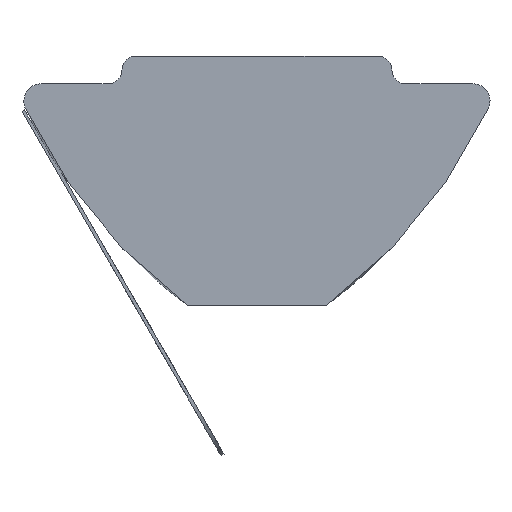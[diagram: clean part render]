
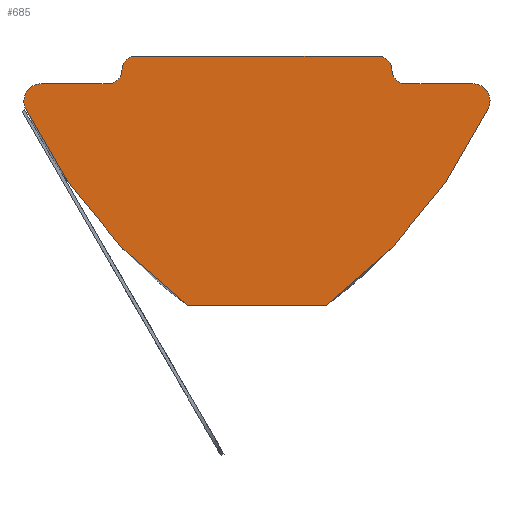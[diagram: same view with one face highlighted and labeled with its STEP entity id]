
A CAD part, front view. The second image highlights one B-rep face of the part: STEP entity #685.
In plain terms, the highlighted planar face has unit normal (0, -1, 0).
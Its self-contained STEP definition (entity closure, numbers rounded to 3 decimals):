
#30=PLANE('',#757);
#40=LINE('',#1254,#92);
#45=LINE('',#1270,#97);
#76=LINE('',#1362,#128);
#83=LINE('',#1391,#135);
#92=VECTOR('',#791,1.);
#97=VECTOR('',#806,1.);
#128=VECTOR('',#901,1.);
#135=VECTOR('',#934,1.);
#189=FACE_OUTER_BOUND('',#227,.T.);
#227=EDGE_LOOP('',(#624,#625,#626,#627,#628,#629,#630,#631,#632,#633,#634,
#635));
#246=CIRCLE('',#696,15.);
#253=CIRCLE('',#708,15.);
#266=CIRCLE('',#739,0.4);
#268=CIRCLE('',#742,0.4);
#270=CIRCLE('',#745,0.4);
#272=CIRCLE('',#748,0.4);
#274=CIRCLE('',#752,0.5);
#276=CIRCLE('',#755,0.5);
#291=VERTEX_POINT('',#1234);
#292=VERTEX_POINT('',#1236);
#299=VERTEX_POINT('',#1252);
#304=VERTEX_POINT('',#1267);
#305=VERTEX_POINT('',#1269);
#308=VERTEX_POINT('',#1277);
#333=VERTEX_POINT('',#1360);
#334=VERTEX_POINT('',#1361);
#337=VERTEX_POINT('',#1369);
#339=VERTEX_POINT('',#1378);
#341=VERTEX_POINT('',#1384);
#343=VERTEX_POINT('',#1390);
#363=EDGE_CURVE('',#291,#292,#246,.T.);
#372=EDGE_CURVE('',#291,#299,#40,.T.);
#379=EDGE_CURVE('',#305,#304,#45,.T.);
#384=EDGE_CURVE('',#308,#299,#253,.T.);
#424=EDGE_CURVE('',#333,#334,#76,.T.);
#428=EDGE_CURVE('',#333,#337,#266,.T.);
#431=EDGE_CURVE('',#305,#337,#268,.T.);
#433=EDGE_CURVE('',#339,#304,#270,.T.);
#436=EDGE_CURVE('',#339,#341,#272,.T.);
#439=EDGE_CURVE('',#343,#341,#83,.T.);
#442=EDGE_CURVE('',#292,#343,#274,.T.);
#444=EDGE_CURVE('',#334,#308,#276,.T.);
#624=ORIENTED_EDGE('',*,*,#444,.F.);
#625=ORIENTED_EDGE('',*,*,#424,.F.);
#626=ORIENTED_EDGE('',*,*,#428,.T.);
#627=ORIENTED_EDGE('',*,*,#431,.F.);
#628=ORIENTED_EDGE('',*,*,#379,.T.);
#629=ORIENTED_EDGE('',*,*,#433,.F.);
#630=ORIENTED_EDGE('',*,*,#436,.T.);
#631=ORIENTED_EDGE('',*,*,#439,.F.);
#632=ORIENTED_EDGE('',*,*,#442,.F.);
#633=ORIENTED_EDGE('',*,*,#363,.F.);
#634=ORIENTED_EDGE('',*,*,#372,.T.);
#635=ORIENTED_EDGE('',*,*,#384,.F.);
#685=ADVANCED_FACE('',(#189),#30,.T.);
#696=AXIS2_PLACEMENT_3D('',#1237,#776,#777);
#708=AXIS2_PLACEMENT_3D('',#1279,#814,#815);
#739=AXIS2_PLACEMENT_3D('',#1370,#907,#908);
#742=AXIS2_PLACEMENT_3D('',#1375,#914,#915);
#745=AXIS2_PLACEMENT_3D('',#1379,#920,#921);
#748=AXIS2_PLACEMENT_3D('',#1385,#927,#928);
#752=AXIS2_PLACEMENT_3D('',#1396,#939,#940);
#755=AXIS2_PLACEMENT_3D('',#1399,#945,#946);
#757=AXIS2_PLACEMENT_3D('',#1401,#949,#950);
#776=DIRECTION('center_axis',(0.,1.,0.));
#777=DIRECTION('ref_axis',(-0.592,0.,-0.806));
#791=DIRECTION('',(1.,0.,0.));
#806=DIRECTION('',(-1.,0.,0.));
#814=DIRECTION('center_axis',(0.,1.,0.));
#815=DIRECTION('ref_axis',(0.904,0.,-0.427));
#901=DIRECTION('',(1.,0.,0.));
#907=DIRECTION('center_axis',(0.,1.,0.));
#908=DIRECTION('ref_axis',(0.,0.,-1.));
#914=DIRECTION('center_axis',(0.,1.,0.));
#915=DIRECTION('ref_axis',(0.,0.,1.));
#920=DIRECTION('center_axis',(0.,1.,0.));
#921=DIRECTION('ref_axis',(-1.,0.,0.));
#927=DIRECTION('center_axis',(0.,1.,0.));
#928=DIRECTION('ref_axis',(1.,0.,0.));
#934=DIRECTION('',(1.,0.,0.));
#939=DIRECTION('center_axis',(0.,1.,0.));
#940=DIRECTION('ref_axis',(-0.904,0.,-0.427));
#945=DIRECTION('center_axis',(0.,1.,0.));
#946=DIRECTION('ref_axis',(1.,0.,0.));
#949=DIRECTION('center_axis',(0.,-1.,0.));
#950=DIRECTION('ref_axis',(0.,0.,-1.));
#1234=CARTESIAN_POINT('',(-2.,-61.,-10.9));
#1236=CARTESIAN_POINT('',(-6.686,-61.,-5.213));
#1237=CARTESIAN_POINT('Origin',(6.879,-61.,1.19));
#1252=CARTESIAN_POINT('',(2.,-61.,-10.9));
#1254=CARTESIAN_POINT('',(-2.,-61.,-10.9));
#1267=CARTESIAN_POINT('',(-3.5,-61.,-3.7));
#1269=CARTESIAN_POINT('',(3.5,-61.,-3.7));
#1270=CARTESIAN_POINT('',(3.5,-61.,-3.7));
#1277=CARTESIAN_POINT('',(6.686,-61.,-5.213));
#1279=CARTESIAN_POINT('Origin',(-6.879,-61.,1.19));
#1360=CARTESIAN_POINT('',(4.3,-61.,-4.5));
#1361=CARTESIAN_POINT('',(6.233,-61.,-4.5));
#1362=CARTESIAN_POINT('',(4.3,-61.,-4.5));
#1369=CARTESIAN_POINT('',(3.9,-61.,-4.1));
#1370=CARTESIAN_POINT('Origin',(4.3,-61.,-4.1));
#1375=CARTESIAN_POINT('Origin',(3.5,-61.,-4.1));
#1378=CARTESIAN_POINT('',(-3.9,-61.,-4.1));
#1379=CARTESIAN_POINT('Origin',(-3.5,-61.,-4.1));
#1384=CARTESIAN_POINT('',(-4.3,-61.,-4.5));
#1385=CARTESIAN_POINT('Origin',(-4.3,-61.,-4.1));
#1390=CARTESIAN_POINT('',(-6.233,-61.,-4.5));
#1391=CARTESIAN_POINT('',(-6.233,-61.,-4.5));
#1396=CARTESIAN_POINT('Origin',(-6.233,-61.,-5.));
#1399=CARTESIAN_POINT('Origin',(6.233,-61.,-5.));
#1401=CARTESIAN_POINT('Origin',(0.,-61.,-6.592));
